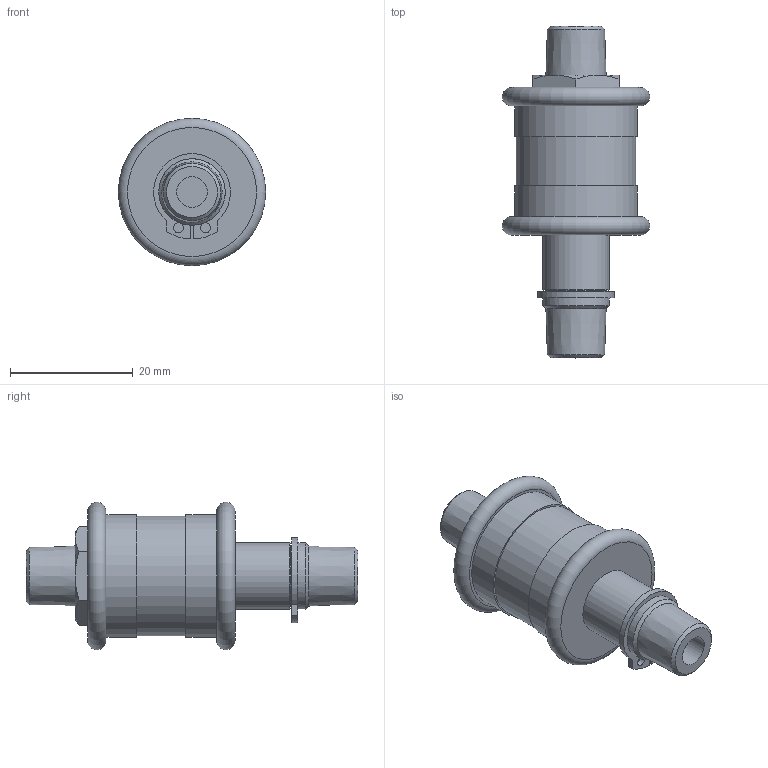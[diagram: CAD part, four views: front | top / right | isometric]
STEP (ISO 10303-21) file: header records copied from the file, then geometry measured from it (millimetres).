
FILE_DESCRIPTION((''),'2;1');
FILE_NAME('CDC Products 3D Ass''HSV01.stp','2009-02-12T16:53:13',('Microsoft'),(''),'Autodesk Inventor 2008','Autodesk Inventor 2008','');
FILE_SCHEMA(('AUTOMOTIVE_DESIGN { 1 0 10303 214 1 1 1 1 }'));
Length unit declared in the file: millimetre
Products named in the file (1): HSV01
Bounding box: 24 x 54 x 24 mm (x, y, z)
Volume: 9628.1 mm3; surface area: 4663.1 mm2
Topology: 1 solids, 1 shells, 61 faces, 123 edges, 76 vertices
Faces by surface type: plane 27, cone 18, cylinder 14, torus 2
Full cylindrical faces by diameter (mm): 1.6 x2, 5 x2, 9.6 x1, 10.82 x2, 16.4 x1, 19.4 x1, 20 x2
Entity records: 1484 total; most frequent: CARTESIAN_POINT 286, DIRECTION 256, ORIENTED_EDGE 204, AXIS2_PLACEMENT_3D 116, EDGE_CURVE 102, EDGE_LOOP 96, VERTEX_POINT 74, FACE_OUTER_BOUND 61
